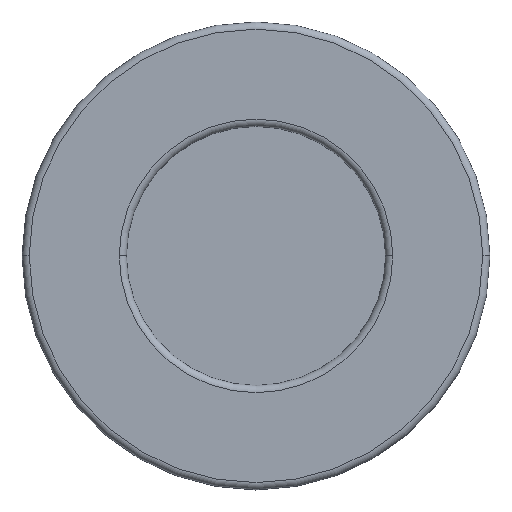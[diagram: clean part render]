
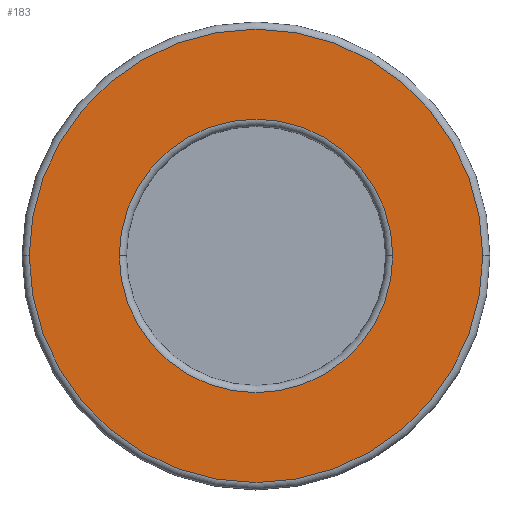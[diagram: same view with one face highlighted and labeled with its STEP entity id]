
A CAD part, top view. The second image highlights one B-rep face of the part: STEP entity #183.
In plain terms, the highlighted planar face has unit normal (0, 0, 1).
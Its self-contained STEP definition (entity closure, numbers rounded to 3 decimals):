
#3 = ORIENTED_EDGE ( 'NONE', *, *, #302, .T. ) ;
#10 = EDGE_LOOP ( 'NONE', ( #92, #3 ) ) ;
#11 = AXIS2_PLACEMENT_3D ( 'NONE', #30, #119, #12 ) ;
#12 = DIRECTION ( 'NONE',  ( 1., 0., 0. ) ) ;
#30 = CARTESIAN_POINT ( 'NONE',  ( 0., 0., 1.6 ) ) ;
#31 = EDGE_CURVE ( 'NONE', #90, #206, #225, .T. ) ;
#32 = CARTESIAN_POINT ( 'NONE',  ( 3.15, 0., 1.6 ) ) ;
#33 = DIRECTION ( 'NONE',  ( 0., 0., -1. ) ) ;
#40 = CARTESIAN_POINT ( 'NONE',  ( -3.15, 0., 1.6 ) ) ;
#59 = EDGE_CURVE ( 'NONE', #285, #130, #88, .T. ) ;
#60 = CARTESIAN_POINT ( 'NONE',  ( 0., 0., 1.6 ) ) ;
#69 = DIRECTION ( 'NONE',  ( 1., 0., 0. ) ) ;
#77 = AXIS2_PLACEMENT_3D ( 'NONE', #168, #33, #303 ) ;
#88 = CIRCLE ( 'NONE', #219, 1.9 ) ;
#89 = CARTESIAN_POINT ( 'NONE',  ( -1.9, 0., 1.6 ) ) ;
#90 = VERTEX_POINT ( 'NONE', #32 ) ;
#92 = ORIENTED_EDGE ( 'NONE', *, *, #31, .T. ) ;
#108 = AXIS2_PLACEMENT_3D ( 'NONE', #184, #140, #69 ) ;
#112 = CARTESIAN_POINT ( 'NONE',  ( 0., 0., 1.6 ) ) ;
#119 = DIRECTION ( 'NONE',  ( 0., 0., 1. ) ) ;
#122 = DIRECTION ( 'NONE',  ( 1., 0., 0. ) ) ;
#128 = DIRECTION ( 'NONE',  ( 0., 0., 1. ) ) ;
#130 = VERTEX_POINT ( 'NONE', #244 ) ;
#134 = AXIS2_PLACEMENT_3D ( 'NONE', #60, #128, #122 ) ;
#140 = DIRECTION ( 'NONE',  ( 0., 0., 1. ) ) ;
#152 = CIRCLE ( 'NONE', #77, 1.9 ) ;
#154 = EDGE_LOOP ( 'NONE', ( #281, #259 ) ) ;
#168 = CARTESIAN_POINT ( 'NONE',  ( 0., 0., 1.6 ) ) ;
#178 = EDGE_CURVE ( 'NONE', #130, #285, #152, .T. ) ;
#183 = ADVANCED_FACE ( 'NONE', ( #217, #274 ), #249, .T. ) ;
#184 = CARTESIAN_POINT ( 'NONE',  ( 0., 0., 1.6 ) ) ;
#185 = DIRECTION ( 'NONE',  ( 0., 0., -1. ) ) ;
#206 = VERTEX_POINT ( 'NONE', #40 ) ;
#217 = FACE_OUTER_BOUND ( 'NONE', #10, .T. ) ;
#219 = AXIS2_PLACEMENT_3D ( 'NONE', #112, #185, #264 ) ;
#221 = CIRCLE ( 'NONE', #108, 3.15 ) ;
#225 = CIRCLE ( 'NONE', #11, 3.15 ) ;
#244 = CARTESIAN_POINT ( 'NONE',  ( 1.9, 0., 1.6 ) ) ;
#249 = PLANE ( 'NONE',  #134 ) ;
#259 = ORIENTED_EDGE ( 'NONE', *, *, #59, .T. ) ;
#264 = DIRECTION ( 'NONE',  ( 1., 0., 0. ) ) ;
#274 = FACE_BOUND ( 'NONE', #154, .T. ) ;
#281 = ORIENTED_EDGE ( 'NONE', *, *, #178, .T. ) ;
#285 = VERTEX_POINT ( 'NONE', #89 ) ;
#302 = EDGE_CURVE ( 'NONE', #206, #90, #221, .T. ) ;
#303 = DIRECTION ( 'NONE',  ( 1., 0., 0. ) ) ;
